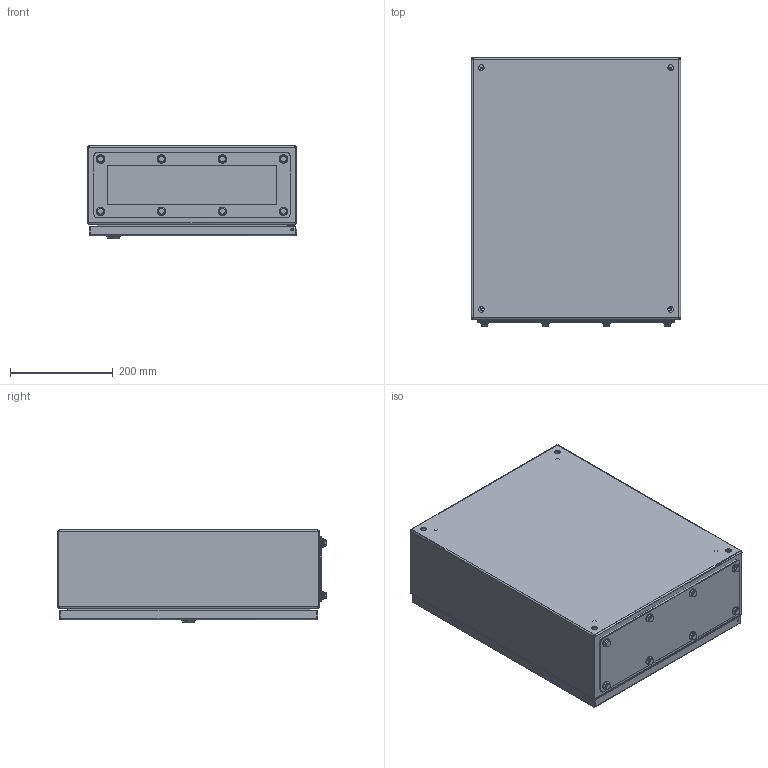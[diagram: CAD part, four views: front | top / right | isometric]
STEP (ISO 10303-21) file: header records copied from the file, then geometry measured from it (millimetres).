
FILE_DESCRIPTION(/* description */ ('N412,SD,20X16X6,ULTIMATE,GLAND PLATE'),/* implementation_level */ '2;1');
FILE_NAME(/* name */ 'N412201606CGP.stp',/* time_stamp */ '2020-01-06T15:47:19-06:00',/* author */ ('GJ'),/* organization */ (''),/* preprocessor_version */ 'ST-DEVELOPER v18',/* originating_system */ 'Autodesk Inventor 2020',/* authorisation */ '');
FILE_SCHEMA (('AUTOMOTIVE_DESIGN { 1 0 10303 214 3 1 1 }'));
Products named in the file (30): N412201606CGP; N4122016CGPLID; N412201606CGPBKP; N412C2016FIP; GP1606; GP1606GP; GP1606GSK; HFW3161; 3889; HFW328210; 35124; 1000-u155_asm; 1000-14; 1000-24; 1000-u142_asm; 1000-318; 1000-03; 1000-277-01; HFW328209; HFW328207_21068-BOX LEAF_316SS; HFW328207_21068-PIN_316SS; HFW328207_21068-POM CLIP; HFW328207_17723-UTI BRACKET; HFW328207_17380_316 SS; HFW328207_17910; 38846; 30221; 3907; ANSI B18.6.3 - 1/4 - 28; 3905
Assembly tree (66 placements, depth 4):
  N412201606CGP
    N4122016CGPLID
    N412201606CGPBKP
    N412C2016FIP
    GP1606
      GP1606GP
      GP1606GSK
    HFW3161  x2
    3889  x4
    HFW328210  x2
    35124
      1000-u155_asm
      1000-14
      1000-24
      1000-u142_asm
        1000-318
        1000-03
        1000-277-01
    HFW328209  x2
      HFW328207_21068-BOX LEAF_316SS
      HFW328207_21068-PIN_316SS
      HFW328207_21068-POM CLIP
      HFW328207_17723-UTI BRACKET
      HFW328207_17380_316 SS
      HFW328207_17910
    38846  x2
    30221  x8
    3907  x8
    ANSI B18.6.3 - 1/4 - 28  x8
    3905  x8
Bounding box: 406.4 x 521.2 x 178.91 mm (x, y, z)
Volume: 1844488.7 mm3; surface area: 1783449 mm2
Topology: 71 solids, 73 shells, 2201 faces, 5555 edges, 3523 vertices
Faces by surface type: plane 826, cylinder 718, cone 365, bspline 236, torus 52, sphere 4
Full cylindrical faces by diameter (mm): 2.362 x4, 3.317 x68, 3.454 x4, 3.5 x4, 3.962 x2, 4.039 x4, 4.064 x12, 4.166 x68, 4.25 x4, 4.572 x6, 4.724 x16, 4.775 x6, 5 x1, 5.359 x8, 5.969 x8, 6 x1, 6.35 x18, 6.502 x4, 6.985 x8, 7.137 x24, 7.366 x8, 8.128 x4, 8.382 x8, 8.56 x2, 9.144 x4, 9.9 x1, 10 x2, 10.2 x1, 11.05 x1, 11.112 x4
Entity records: 46806 total; most frequent: CARTESIAN_POINT 17104, ORIENTED_EDGE 5822, DIRECTION 5752, EDGE_CURVE 2913, AXIS2_PLACEMENT_3D 2141, VERTEX_POINT 1837, LINE 1470, VECTOR 1470
